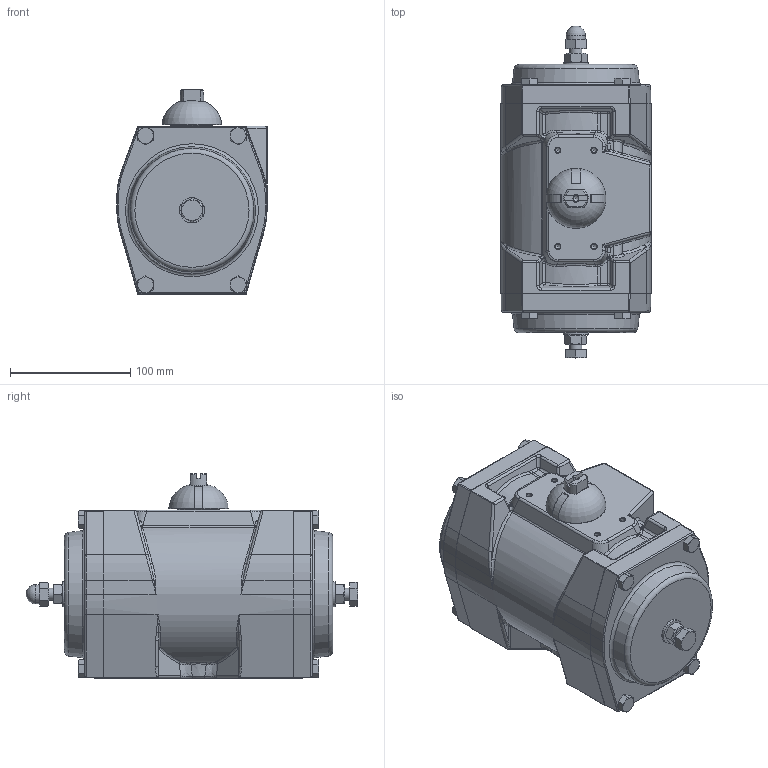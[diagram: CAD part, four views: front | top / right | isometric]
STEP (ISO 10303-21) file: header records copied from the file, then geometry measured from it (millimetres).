
FILE_DESCRIPTION(/* description */ ('Unknown'),/* implementation_level */ '2;1');
FILE_NAME(/* name */ 'GTS-110X90',/* time_stamp */ '2018-10-01T14:57:46+02:00',/* author */ ('Unknown'),/* organization */ ('Unknown'),/* preprocessor_version */ 'ST-DEVELOPER v16.7',/* originating_system */ 'DEX',/* authorisation */ $);
FILE_SCHEMA (('AUTOMOTIVE_DESIGN {1 0 10303 214 3 1 1}'));
Length unit declared in the file: millimetre
Products named in the file (1): GTS-110X90
Bounding box: 125.1 x 276.12 x 170.26 mm (x, y, z)
Surface area: 176734.4 mm2 (no closed solid volume)
Topology: 0 solids, 41 shells, 828 faces, 2241 edges, 1387 vertices
Faces by surface type: plane 244, cylinder 205, bspline 174, cone 150, torus 32, sphere 23
Full cylindrical faces by diameter (mm): 3 x1, 4.134 x13, 4.917 x2, 6.5 x1, 6.647 x8, 8.376 x8, 10 x2, 11.445 x4, 16 x1, 19.5 x1, 21 x2, 24.2 x1, 24.8 x1, 29.5 x1, 35 x1, 39.8 x1, 40.3 x1
Entity records: 30235 total; most frequent: CARTESIAN_POINT 11597, ORIENTED_EDGE 3638, DIRECTION 3622, EDGE_CURVE 2005, AXIS2_PLACEMENT_3D 1485, VERTEX_POINT 1330, FACE_BOUND 1009, EDGE_LOOP 990
